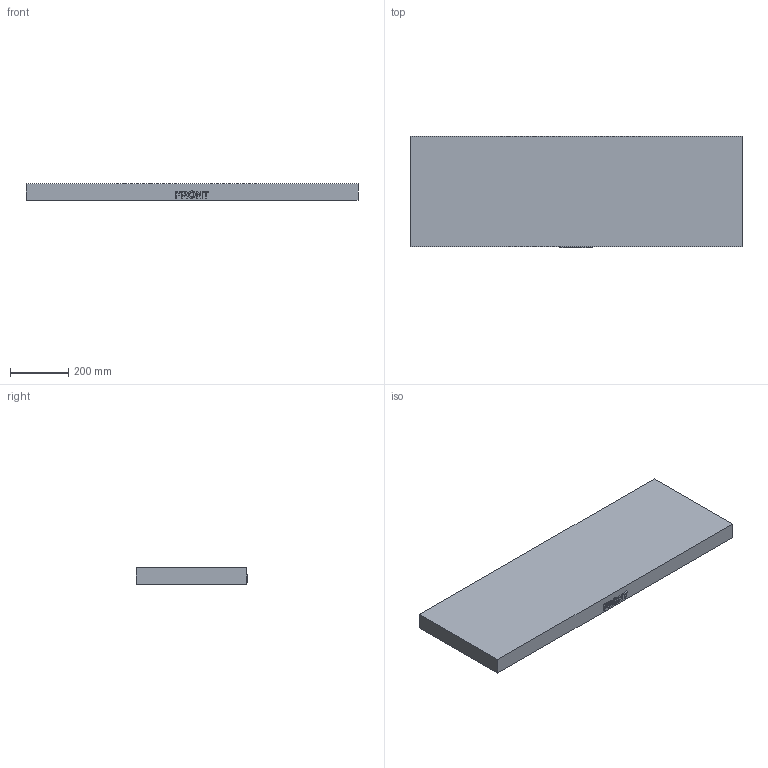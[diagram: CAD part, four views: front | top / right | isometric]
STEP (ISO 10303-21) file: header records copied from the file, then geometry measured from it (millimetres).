
FILE_DESCRIPTION( ( 'Unknown' ), '1' );
FILE_NAME( '3200-lid_internal_tub.stp', 'Unknown', ( 'Unknown' ), ( 'Unknown' ), 'PSStep 10.1', 'Unknown', ' ' );
FILE_SCHEMA( ( 'AUTOMOTIVE_DESIGN { 1 0 10303 214 1 1 1 1 }' ) );
Length unit declared in the file: millimetre
Products named in the file (1): 1
Bounding box: 1143 x 384.18 x 57.15 mm (x, y, z)
Volume: 5348291.2 mm3; surface area: 1174129.3 mm2
Topology: 1 solids, 1 shells, 416 faces, 968 edges, 538 vertices
Faces by surface type: bspline 153, cylinder 147, plane 106, extrusion 6, sphere 4
Entity records: 15481 total; most frequent: CARTESIAN_POINT 7431, ORIENTED_EDGE 1882, DIRECTION 1363, EDGE_CURVE 941, VERTEX_POINT 538, AXIS2_PLACEMENT_3D 516, EDGE_LOOP 427, FACE_OUTER_BOUND 418
